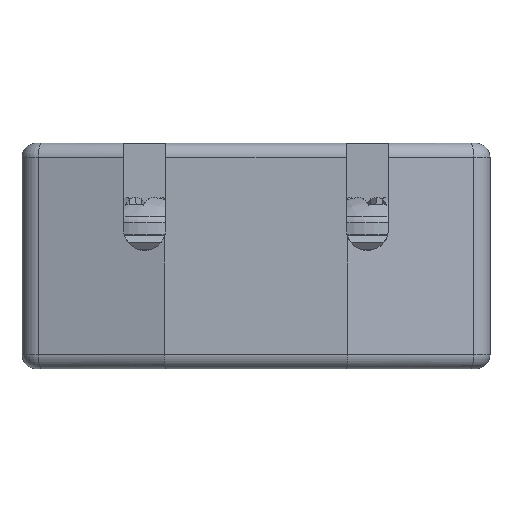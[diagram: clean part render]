
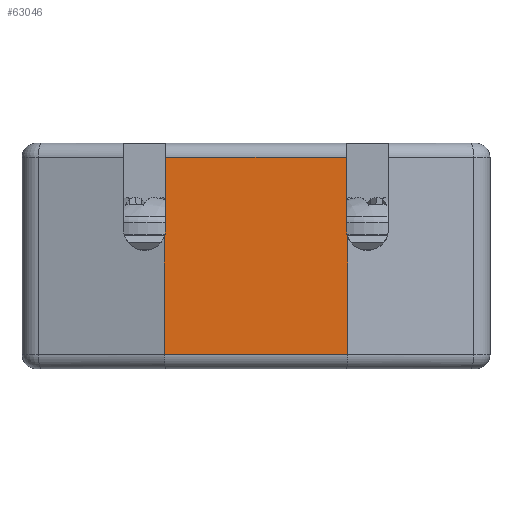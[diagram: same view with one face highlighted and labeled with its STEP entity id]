
A CAD part, left-side view. The second image highlights one B-rep face of the part: STEP entity #63046.
In plain terms, the highlighted planar face has unit normal (-1, 0, 0).
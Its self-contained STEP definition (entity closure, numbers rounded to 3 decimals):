
#867 = VERTEX_POINT ( 'NONE', #18230 ) ;
#1120 = ORIENTED_EDGE ( 'NONE', *, *, #22079, .F. ) ;
#1228 = VERTEX_POINT ( 'NONE', #78081 ) ;
#1675 = CARTESIAN_POINT ( 'NONE',  ( -20.5, 3.2, 0.95 ) ) ;
#3896 = LINE ( 'NONE', #23736, #31903 ) ;
#4384 = EDGE_CURVE ( 'NONE', #53964, #1228, #80129, .T. ) ;
#4987 = CARTESIAN_POINT ( 'NONE',  ( -20.5, 3.25, -3.5 ) ) ;
#7926 = CARTESIAN_POINT ( 'NONE',  ( -20.5, -3.25, 0.681 ) ) ;
#9188 = CARTESIAN_POINT ( 'NONE',  ( -20.5, 3.95, 0.95 ) ) ;
#9313 = LINE ( 'NONE', #34777, #37373 ) ;
#11057 = LINE ( 'NONE', #58864, #64046 ) ;
#11837 = ORIENTED_EDGE ( 'NONE', *, *, #67739, .T. ) ;
#15365 = AXIS2_PLACEMENT_3D ( 'NONE', #58355, #31645, #17408 ) ;
#15868 = DIRECTION ( 'NONE',  ( 0., 0., 1. ) ) ;
#16441 = DIRECTION ( 'NONE',  ( 0., -1., 0. ) ) ;
#17288 = CARTESIAN_POINT ( 'NONE',  ( -20.5, 3.2, 4. ) ) ;
#17408 = DIRECTION ( 'NONE',  ( 0., 0., 1. ) ) ;
#18230 = CARTESIAN_POINT ( 'NONE',  ( -20.5, 3.25, 0.681 ) ) ;
#18347 = ORIENTED_EDGE ( 'NONE', *, *, #19256, .T. ) ;
#19256 = EDGE_CURVE ( 'NONE', #48771, #56198, #9313, .T. ) ;
#20823 = EDGE_CURVE ( 'NONE', #28370, #73677, #44631, .T. ) ;
#22079 = EDGE_CURVE ( 'NONE', #80645, #56198, #59223, .T. ) ;
#23736 = CARTESIAN_POINT ( 'NONE',  ( -20.5, -3.2, 4. ) ) ;
#27430 = CIRCLE ( 'NONE', #30990, 0.75 ) ;
#28370 = VERTEX_POINT ( 'NONE', #4987 ) ;
#28936 = CARTESIAN_POINT ( 'NONE',  ( -20.5, -3.25, -3.5 ) ) ;
#29493 = AXIS2_PLACEMENT_3D ( 'NONE', #31638, #37726, #58917 ) ;
#30990 = AXIS2_PLACEMENT_3D ( 'NONE', #9188, #55660, #15868 ) ;
#31058 = PLANE ( 'NONE',  #15365 ) ;
#31638 = CARTESIAN_POINT ( 'NONE',  ( -20.5, -3.95, 0.95 ) ) ;
#31645 = DIRECTION ( 'NONE',  ( -1., 0., 0. ) ) ;
#31903 = VECTOR ( 'NONE', #37109, 1000. ) ;
#32508 = VECTOR ( 'NONE', #64475, 1000. ) ;
#34777 = CARTESIAN_POINT ( 'NONE',  ( -20.5, 0., 3.5 ) ) ;
#35699 = ORIENTED_EDGE ( 'NONE', *, *, #38910, .T. ) ;
#37109 = DIRECTION ( 'NONE',  ( 0., 0., 1. ) ) ;
#37373 = VECTOR ( 'NONE', #54813, 1000. ) ;
#37726 = DIRECTION ( 'NONE',  ( 1., 0., 0. ) ) ;
#38910 = EDGE_CURVE ( 'NONE', #1228, #48771, #3896, .T. ) ;
#39993 = EDGE_CURVE ( 'NONE', #867, #28370, #11057, .T. ) ;
#40862 = CARTESIAN_POINT ( 'NONE',  ( -20.5, -3.25, -3.5 ) ) ;
#40886 = ORIENTED_EDGE ( 'NONE', *, *, #20823, .T. ) ;
#44631 = LINE ( 'NONE', #28936, #78991 ) ;
#45804 = DIRECTION ( 'NONE',  ( 0., 0., -1. ) ) ;
#46472 = CARTESIAN_POINT ( 'NONE',  ( -20.5, 3.2, 3.5 ) ) ;
#48105 = LINE ( 'NONE', #58095, #32508 ) ;
#48200 = ORIENTED_EDGE ( 'NONE', *, *, #4384, .T. ) ;
#48771 = VERTEX_POINT ( 'NONE', #59984 ) ;
#52423 = DIRECTION ( 'NONE',  ( 0., 0., 1. ) ) ;
#53964 = VERTEX_POINT ( 'NONE', #7926 ) ;
#54813 = DIRECTION ( 'NONE',  ( 0., 1., 0. ) ) ;
#55660 = DIRECTION ( 'NONE',  ( 1., 0., 0. ) ) ;
#56198 = VERTEX_POINT ( 'NONE', #46472 ) ;
#58095 = CARTESIAN_POINT ( 'NONE',  ( -20.5, -3.25, 4. ) ) ;
#58355 = CARTESIAN_POINT ( 'NONE',  ( -20.5, 0., 4. ) ) ;
#58864 = CARTESIAN_POINT ( 'NONE',  ( -20.5, 3.25, 4. ) ) ;
#58917 = DIRECTION ( 'NONE',  ( 0., 0., 1. ) ) ;
#59223 = LINE ( 'NONE', #17288, #65467 ) ;
#59984 = CARTESIAN_POINT ( 'NONE',  ( -20.5, -3.2, 3.5 ) ) ;
#63046 = ADVANCED_FACE ( 'NONE', ( #81520 ), #31058, .T. ) ;
#64046 = VECTOR ( 'NONE', #45804, 1000. ) ;
#64170 = ORIENTED_EDGE ( 'NONE', *, *, #77156, .F. ) ;
#64475 = DIRECTION ( 'NONE',  ( 0., 0., -1. ) ) ;
#65105 = ORIENTED_EDGE ( 'NONE', *, *, #39993, .T. ) ;
#65467 = VECTOR ( 'NONE', #52423, 1000. ) ;
#67739 = EDGE_CURVE ( 'NONE', #80645, #867, #27430, .T. ) ;
#73677 = VERTEX_POINT ( 'NONE', #40862 ) ;
#74679 = EDGE_LOOP ( 'NONE', ( #64170, #48200, #35699, #18347, #1120, #11837, #65105, #40886 ) ) ;
#77156 = EDGE_CURVE ( 'NONE', #53964, #73677, #48105, .T. ) ;
#78081 = CARTESIAN_POINT ( 'NONE',  ( -20.5, -3.2, 0.95 ) ) ;
#78991 = VECTOR ( 'NONE', #16441, 1000. ) ;
#80129 = CIRCLE ( 'NONE', #29493, 0.75 ) ;
#80645 = VERTEX_POINT ( 'NONE', #1675 ) ;
#81520 = FACE_OUTER_BOUND ( 'NONE', #74679, .T. ) ;
